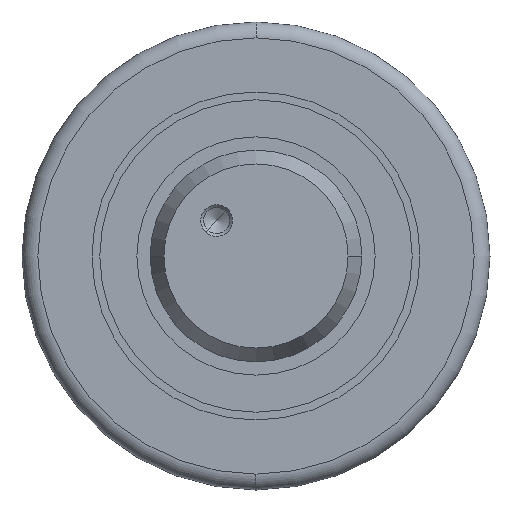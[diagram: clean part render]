
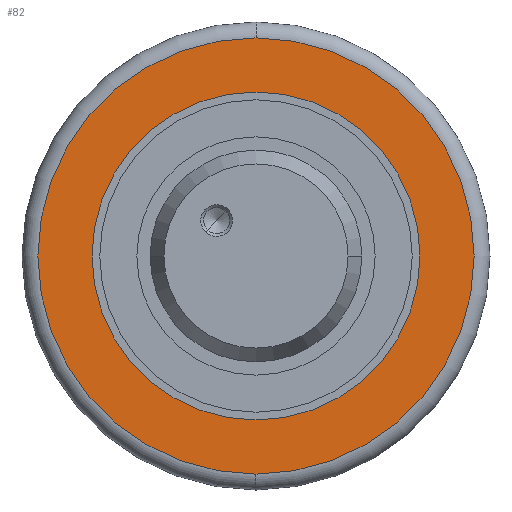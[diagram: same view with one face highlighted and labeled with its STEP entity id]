
A CAD part, left-side view. The second image highlights one B-rep face of the part: STEP entity #82.
In plain terms, the highlighted planar face has unit normal (-1, 0, 0).
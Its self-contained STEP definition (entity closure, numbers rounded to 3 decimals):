
#82=ADVANCED_FACE('',(#170,#171),#172,.T.);
#170=FACE_BOUND('',#274,.T.);
#171=FACE_OUTER_BOUND('',#275,.T.);
#172=PLANE('',#276);
#274=EDGE_LOOP('',(#576,#577));
#275=EDGE_LOOP('',(#578,#579,#580));
#276=AXIS2_PLACEMENT_3D('',#581,#582,#583);
#576=ORIENTED_EDGE('',*,*,#762,.T.);
#577=ORIENTED_EDGE('',*,*,#706,.T.);
#578=ORIENTED_EDGE('',*,*,#683,.T.);
#579=ORIENTED_EDGE('',*,*,#767,.T.);
#580=ORIENTED_EDGE('',*,*,#684,.T.);
#581=CARTESIAN_POINT('',(10.5,20.6,0.));
#582=DIRECTION('',(-1.0,0.,0.));
#583=DIRECTION('',(0.,1.0,0.));
#683=EDGE_CURVE('',#810,#808,#811,.T.);
#684=EDGE_CURVE('',#802,#810,#812,.T.);
#706=EDGE_CURVE('',#847,#851,#853,.T.);
#762=EDGE_CURVE('',#851,#847,#944,.T.);
#767=EDGE_CURVE('',#808,#802,#949,.T.);
#802=VERTEX_POINT('',#990);
#808=VERTEX_POINT('',#996);
#810=VERTEX_POINT('',#998);
#811=CIRCLE('',#999,41.2);
#812=CIRCLE('',#1000,41.2);
#847=VERTEX_POINT('',#1041);
#851=VERTEX_POINT('',#1046);
#853=CIRCLE('',#1049,30.975);
#944=CIRCLE('',#1333,30.975);
#949=CIRCLE('',#1338,41.2);
#990=CARTESIAN_POINT('',(10.5,0.,41.2));
#996=CARTESIAN_POINT('',(10.5,0.,-41.2));
#998=CARTESIAN_POINT('',(10.5,41.2,0.));
#999=AXIS2_PLACEMENT_3D('',#1384,#1385,#1386);
#1000=AXIS2_PLACEMENT_3D('',#1387,#1388,#1389);
#1041=CARTESIAN_POINT('',(10.5,0.,-30.975));
#1046=CARTESIAN_POINT('',(10.5,0.,30.975));
#1049=AXIS2_PLACEMENT_3D('',#1437,#1438,#1439);
#1333=AXIS2_PLACEMENT_3D('',#1531,#1532,#1533);
#1338=AXIS2_PLACEMENT_3D('',#1546,#1547,#1548);
#1384=CARTESIAN_POINT('',(10.5,0.0,0.));
#1385=DIRECTION('',(-1.0,0.0,0.));
#1386=DIRECTION('',(0.0,1.0,0.0));
#1387=CARTESIAN_POINT('',(10.5,0.0,0.));
#1388=DIRECTION('',(-1.0,0.0,0.));
#1389=DIRECTION('',(0.0,1.0,0.0));
#1437=CARTESIAN_POINT('',(10.5,0.0,0.0));
#1438=DIRECTION('',(1.0,0.,0.));
#1439=DIRECTION('',(0.,0.,-1.0));
#1531=CARTESIAN_POINT('',(10.5,0.0,0.0));
#1532=DIRECTION('',(1.0,0.,0.));
#1533=DIRECTION('',(0.,0.,-1.0));
#1546=CARTESIAN_POINT('',(10.5,0.0,0.));
#1547=DIRECTION('',(-1.0,0.0,0.));
#1548=DIRECTION('',(0.0,1.0,0.0));
